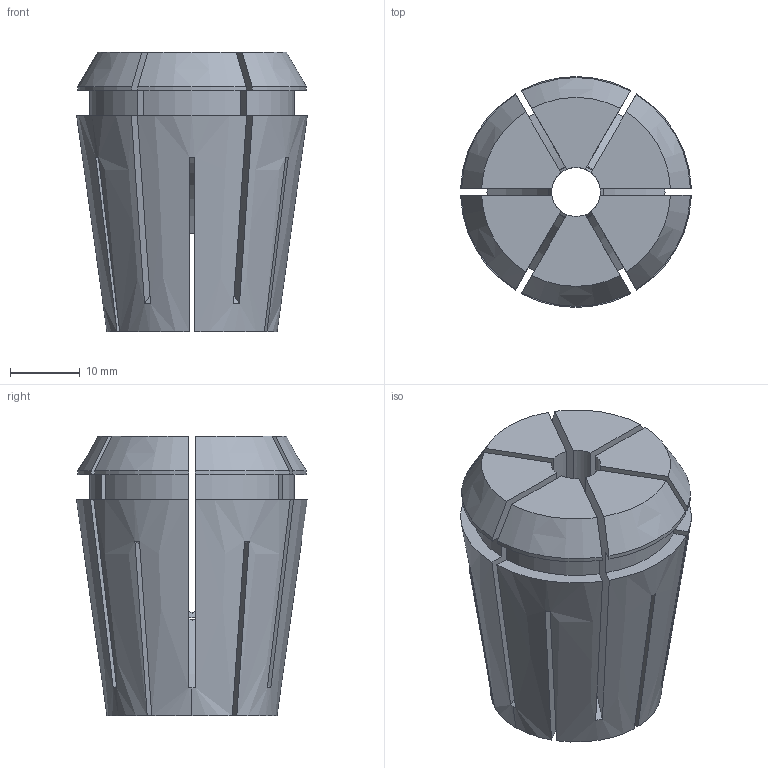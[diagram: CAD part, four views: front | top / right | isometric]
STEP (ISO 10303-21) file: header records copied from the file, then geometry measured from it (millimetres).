
FILE_DESCRIPTION (( 'STEP AP203' ), '1' );
FILE_NAME ('STP-5250-111-032-007-0(04432-07).STEP', '2021-09-23T11:24:02', ( '' ), ( '' ), 'SwSTEP 2.0', 'SolidWorks 2017', '' );
FILE_SCHEMA (( 'CONFIG_CONTROL_DESIGN' ));
Length unit declared in the file: millimetre
Products named in the file (1): STP-5250-111-032-007-0(04432-07)
Bounding box: 32.99 x 33 x 40 mm (x, y, z)
Volume: 21614.6 mm3; surface area: 12320.2 mm2
Topology: 1 solids, 1 shells, 96 faces, 321 edges, 214 vertices
Faces by surface type: plane 49, cylinder 39, cone 8
Entity records: 3762 total; most frequent: CARTESIAN_POINT 887, ORIENTED_EDGE 642, DIRECTION 557, EDGE_CURVE 321, VERTEX_POINT 214, AXIS2_PLACEMENT_3D 204, VECTOR 149, LINE 149
